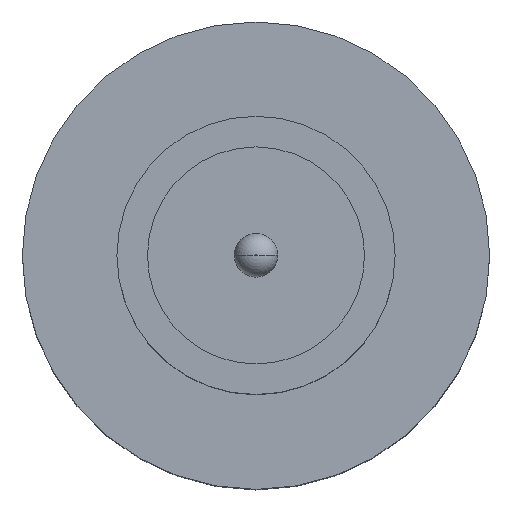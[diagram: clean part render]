
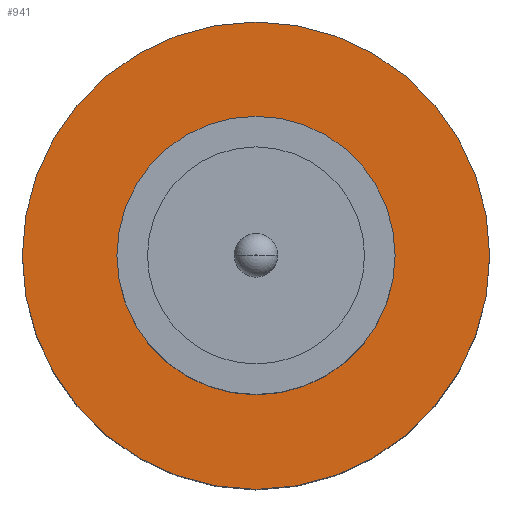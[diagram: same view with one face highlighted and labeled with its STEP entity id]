
A CAD part, top view. The second image highlights one B-rep face of the part: STEP entity #941.
In plain terms, the highlighted planar face has unit normal (0, 0, 1).
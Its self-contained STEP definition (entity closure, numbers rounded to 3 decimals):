
#20 = EDGE_CURVE ( 'NONE', #42, #43, #614, .T. ) ;
#42 = VERTEX_POINT ( 'NONE', #613 ) ;
#43 = VERTEX_POINT ( 'NONE', #136 ) ;
#54 = ORIENTED_EDGE ( 'NONE', *, *, #651, .F. ) ;
#74 = FACE_OUTER_BOUND ( 'NONE', #493, .T. ) ;
#75 = CARTESIAN_POINT ( 'NONE',  ( 0., 0., 1.55 ) ) ;
#89 = AXIS2_PLACEMENT_3D ( 'NONE', #75, #148, #694 ) ;
#98 = ORIENTED_EDGE ( 'NONE', *, *, #187, .T. ) ;
#114 = PLANE ( 'NONE',  #939 ) ;
#116 = AXIS2_PLACEMENT_3D ( 'NONE', #412, #175, #713 ) ;
#136 = CARTESIAN_POINT ( 'NONE',  ( 2.1, 0., 1.55 ) ) ;
#148 = DIRECTION ( 'NONE',  ( 0., 0., 1. ) ) ;
#175 = DIRECTION ( 'NONE',  ( 0., 0., 1. ) ) ;
#181 = DIRECTION ( 'NONE',  ( 1., 0., 0. ) ) ;
#187 = EDGE_CURVE ( 'NONE', #43, #42, #748, .T. ) ;
#190 = DIRECTION ( 'NONE',  ( 1., 0., 0. ) ) ;
#219 = EDGE_CURVE ( 'NONE', #240, #442, #1002, .T. ) ;
#231 = AXIS2_PLACEMENT_3D ( 'NONE', #880, #727, #181 ) ;
#240 = VERTEX_POINT ( 'NONE', #850 ) ;
#412 = CARTESIAN_POINT ( 'NONE',  ( 0., 0., 1.55 ) ) ;
#442 = VERTEX_POINT ( 'NONE', #754 ) ;
#493 = EDGE_LOOP ( 'NONE', ( #779, #98 ) ) ;
#494 = FACE_BOUND ( 'NONE', #733, .T. ) ;
#569 = CIRCLE ( 'NONE', #231, 1.25 ) ;
#577 = DIRECTION ( 'NONE',  ( 0., 0., 1. ) ) ;
#585 = DIRECTION ( 'NONE',  ( 0., 0., 1. ) ) ;
#613 = CARTESIAN_POINT ( 'NONE',  ( -2.1, 0., 1.55 ) ) ;
#614 = CIRCLE ( 'NONE', #89, 2.1 ) ;
#651 = EDGE_CURVE ( 'NONE', #442, #240, #569, .T. ) ;
#660 = CARTESIAN_POINT ( 'NONE',  ( 0., 0., 1.55 ) ) ;
#674 = ORIENTED_EDGE ( 'NONE', *, *, #219, .F. ) ;
#694 = DIRECTION ( 'NONE',  ( 1., 0., 0. ) ) ;
#713 = DIRECTION ( 'NONE',  ( 1., 0., 0. ) ) ;
#727 = DIRECTION ( 'NONE',  ( 0., 0., 1. ) ) ;
#733 = EDGE_LOOP ( 'NONE', ( #54, #674 ) ) ;
#748 = CIRCLE ( 'NONE', #116, 2.1 ) ;
#754 = CARTESIAN_POINT ( 'NONE',  ( 1.25, 0., 1.55 ) ) ;
#779 = ORIENTED_EDGE ( 'NONE', *, *, #20, .T. ) ;
#824 = AXIS2_PLACEMENT_3D ( 'NONE', #977, #585, #827 ) ;
#827 = DIRECTION ( 'NONE',  ( 1., 0., 0. ) ) ;
#850 = CARTESIAN_POINT ( 'NONE',  ( -1.25, 0., 1.55 ) ) ;
#880 = CARTESIAN_POINT ( 'NONE',  ( 0., 0., 1.55 ) ) ;
#939 = AXIS2_PLACEMENT_3D ( 'NONE', #660, #577, #190 ) ;
#941 = ADVANCED_FACE ( 'NONE', ( #494, #74 ), #114, .T. ) ;
#977 = CARTESIAN_POINT ( 'NONE',  ( 0., 0., 1.55 ) ) ;
#1002 = CIRCLE ( 'NONE', #824, 1.25 ) ;
